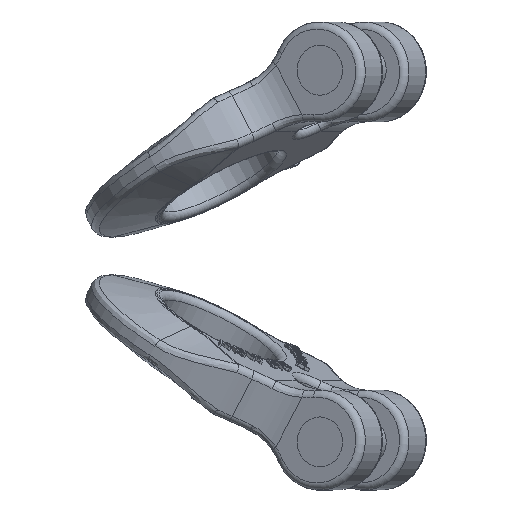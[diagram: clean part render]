
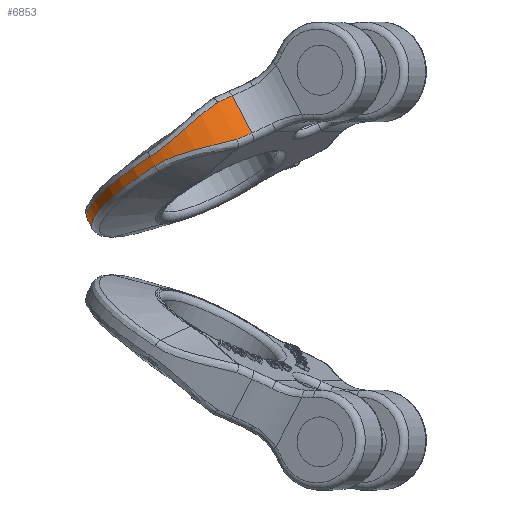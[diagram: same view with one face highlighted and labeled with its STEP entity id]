
A CAD part, left-side view. The second image highlights one B-rep face of the part: STEP entity #6853.
In plain terms, the highlighted cylindrical face has radius 19 mm (diameter 38 mm), a partial arc.
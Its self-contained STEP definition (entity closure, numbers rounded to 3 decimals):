
#1183=B_SPLINE_CURVE_WITH_KNOTS('',3,(#28700,#28701,#28702,#28703),.UNSPECIFIED.,
.F.,.F.,(4,4),(0.,1.),.UNSPECIFIED.);
#1184=B_SPLINE_CURVE_WITH_KNOTS('',3,(#28706,#28707,#28708,#28709,#28710,
#28711,#28712,#28713),.UNSPECIFIED.,.F.,.F.,(4,2,2,4),(0.,0.25,0.5,1.),.UNSPECIFIED.);
#1185=B_SPLINE_CURVE_WITH_KNOTS('',3,(#28715,#28716,#28717,#28718,#28719,
#28720,#28721,#28722),.UNSPECIFIED.,.F.,.F.,(4,2,2,4),(0.,0.25,0.5,1.),.UNSPECIFIED.);
#1186=B_SPLINE_CURVE_WITH_KNOTS('',3,(#28724,#28725,#28726,#28727),.UNSPECIFIED.,
.F.,.F.,(4,4),(0.,1.),.UNSPECIFIED.);
#1187=B_SPLINE_CURVE_WITH_KNOTS('',3,(#28735,#28736,#28737,#28738),.UNSPECIFIED.,
.F.,.F.,(4,4),(0.,1.),.UNSPECIFIED.);
#1188=B_SPLINE_CURVE_WITH_KNOTS('',3,(#28740,#28741,#28742,#28743,#28744,
#28745,#28746,#28747),.UNSPECIFIED.,.F.,.F.,(4,2,2,4),(0.,0.25,0.5,1.),.UNSPECIFIED.);
#1189=B_SPLINE_CURVE_WITH_KNOTS('',3,(#28749,#28750,#28751,#28752,#28753,
#28754,#28755,#28756),.UNSPECIFIED.,.F.,.F.,(4,2,2,4),(0.,0.25,0.5,1.),.UNSPECIFIED.);
#1190=B_SPLINE_CURVE_WITH_KNOTS('',3,(#28758,#28759,#28760,#28761),.UNSPECIFIED.,
.F.,.F.,(4,4),(0.,1.),.UNSPECIFIED.);
#2814=LINE('',#28731,#3991);
#2815=LINE('',#28765,#3992);
#3991=VECTOR('',#21610,1.);
#3992=VECTOR('',#21615,1.);
#5778=FACE_OUTER_BOUND('',#8185,.T.);
#6853=ADVANCED_FACE('',(#5778),#7681,.T.);
#7681=CYLINDRICAL_SURFACE('',#20011,19.);
#8185=EDGE_LOOP('',(#10658,#10659,#10660,#10661,#10662,#10663,#10664,#10665,
#10666,#10667,#10668,#10669,#10670,#10671));
#10658=ORIENTED_EDGE('',*,*,#17460,.T.);
#10659=ORIENTED_EDGE('',*,*,#17461,.T.);
#10660=ORIENTED_EDGE('',*,*,#17462,.F.);
#10661=ORIENTED_EDGE('',*,*,#17463,.F.);
#10662=ORIENTED_EDGE('',*,*,#17464,.F.);
#10663=ORIENTED_EDGE('',*,*,#17465,.T.);
#10664=ORIENTED_EDGE('',*,*,#17466,.T.);
#10665=ORIENTED_EDGE('',*,*,#17467,.T.);
#10666=ORIENTED_EDGE('',*,*,#17468,.T.);
#10667=ORIENTED_EDGE('',*,*,#17469,.F.);
#10668=ORIENTED_EDGE('',*,*,#17470,.F.);
#10669=ORIENTED_EDGE('',*,*,#17471,.F.);
#10670=ORIENTED_EDGE('',*,*,#17472,.F.);
#10671=ORIENTED_EDGE('',*,*,#17473,.T.);
#15366=VERTEX_POINT('',#28704);
#15367=VERTEX_POINT('',#28705);
#15368=VERTEX_POINT('',#28714);
#15369=VERTEX_POINT('',#28723);
#15370=VERTEX_POINT('',#28728);
#15371=VERTEX_POINT('',#28730);
#15372=VERTEX_POINT('',#28732);
#15373=VERTEX_POINT('',#28734);
#15374=VERTEX_POINT('',#28739);
#15375=VERTEX_POINT('',#28748);
#15376=VERTEX_POINT('',#28757);
#15377=VERTEX_POINT('',#28762);
#15378=VERTEX_POINT('',#28764);
#15379=VERTEX_POINT('',#28766);
#17460=EDGE_CURVE('',#15366,#15367,#1183,.T.);
#17461=EDGE_CURVE('',#15367,#15368,#1184,.T.);
#17462=EDGE_CURVE('',#15369,#15368,#1185,.T.);
#17463=EDGE_CURVE('',#15370,#15369,#1186,.T.);
#17464=EDGE_CURVE('',#15371,#15370,#19516,.T.);
#17465=EDGE_CURVE('',#15371,#15372,#2814,.T.);
#17466=EDGE_CURVE('',#15372,#15373,#19517,.T.);
#17467=EDGE_CURVE('',#15373,#15374,#1187,.T.);
#17468=EDGE_CURVE('',#15374,#15375,#1188,.T.);
#17469=EDGE_CURVE('',#15376,#15375,#1189,.T.);
#17470=EDGE_CURVE('',#15377,#15376,#1190,.T.);
#17471=EDGE_CURVE('',#15378,#15377,#19518,.T.);
#17472=EDGE_CURVE('',#15379,#15378,#2815,.T.);
#17473=EDGE_CURVE('',#15379,#15366,#19519,.T.);
#19516=CIRCLE('',#20007,19.);
#19517=CIRCLE('',#20008,19.);
#19518=CIRCLE('',#20009,19.);
#19519=CIRCLE('',#20010,19.);
#20007=AXIS2_PLACEMENT_3D('',#28729,#21608,#21609);
#20008=AXIS2_PLACEMENT_3D('',#28733,#21611,#21612);
#20009=AXIS2_PLACEMENT_3D('',#28763,#21613,#21614);
#20010=AXIS2_PLACEMENT_3D('',#28767,#21616,#21617);
#20011=AXIS2_PLACEMENT_3D('',#28768,#21618,#21619);
#21608=DIRECTION('',(0.211,0.453,0.866));
#21609=DIRECTION('',(-0.366,-0.785,0.5));
#21610=DIRECTION('',(-0.211,-0.453,-0.866));
#21611=DIRECTION('',(0.211,0.453,0.866));
#21612=DIRECTION('',(-0.366,-0.785,0.5));
#21613=DIRECTION('',(-0.211,-0.453,-0.866));
#21614=DIRECTION('',(-0.366,-0.785,0.5));
#21615=DIRECTION('',(-0.211,-0.453,-0.866));
#21616=DIRECTION('',(-0.211,-0.453,-0.866));
#21617=DIRECTION('',(-0.366,-0.785,0.5));
#21618=DIRECTION('',(-0.211,-0.453,-0.866));
#21619=DIRECTION('',(-0.906,0.423,0.));
#28700=CARTESIAN_POINT('',(-63.977,-110.291,21.499));
#28701=CARTESIAN_POINT('',(-65.119,-107.018,19.257));
#28702=CARTESIAN_POINT('',(-65.208,-104.129,15.979));
#28703=CARTESIAN_POINT('',(-63.691,-100.875,13.906));
#28704=CARTESIAN_POINT('',(-63.977,-110.291,21.499));
#28705=CARTESIAN_POINT('',(-63.691,-100.875,13.906));
#28706=CARTESIAN_POINT('',(-63.691,-100.875,13.906));
#28707=CARTESIAN_POINT('',(-62.772,-98.906,12.652));
#28708=CARTESIAN_POINT('',(-61.424,-97.182,11.421));
#28709=CARTESIAN_POINT('',(-58.014,-94.377,9.121));
#28710=CARTESIAN_POINT('',(-55.965,-93.32,8.068));
#28711=CARTESIAN_POINT('',(-49.279,-91.413,5.439));
#28712=CARTESIAN_POINT('',(-44.065,-91.872,4.407));
#28713=CARTESIAN_POINT('',(-39.517,-93.992,4.407));
#28714=CARTESIAN_POINT('',(-39.517,-93.992,4.407));
#28715=CARTESIAN_POINT('',(-29.251,-116.935,13.906));
#28716=CARTESIAN_POINT('',(-28.333,-114.966,12.652));
#28717=CARTESIAN_POINT('',(-27.879,-112.825,11.421));
#28718=CARTESIAN_POINT('',(-27.922,-108.409,9.121));
#28719=CARTESIAN_POINT('',(-28.429,-106.16,8.068));
#28720=CARTESIAN_POINT('',(-31.266,-99.813,5.439));
#28721=CARTESIAN_POINT('',(-34.969,-96.113,4.407));
#28722=CARTESIAN_POINT('',(-39.517,-93.992,4.407));
#28723=CARTESIAN_POINT('',(-29.251,-116.935,13.906));
#28724=CARTESIAN_POINT('',(-36.28,-123.207,21.499));
#28725=CARTESIAN_POINT('',(-33.038,-121.978,19.257));
#28726=CARTESIAN_POINT('',(-30.768,-120.188,15.979));
#28727=CARTESIAN_POINT('',(-29.251,-116.935,13.906));
#28728=CARTESIAN_POINT('',(-36.28,-123.207,21.499));
#28729=CARTESIAN_POINT('',(-45.996,-107.886,15.854));
#28730=CARTESIAN_POINT('',(-38.322,-123.986,22.405));
#28731=CARTESIAN_POINT('',(-36.843,-120.814,28.467));
#28732=CARTESIAN_POINT('',(-39.59,-126.705,17.209));
#28733=CARTESIAN_POINT('',(-47.264,-110.605,10.657));
#28734=CARTESIAN_POINT('',(-37.547,-125.926,16.303));
#28735=CARTESIAN_POINT('',(-37.547,-125.926,16.303));
#28736=CARTESIAN_POINT('',(-34.01,-124.062,15.273));
#28737=CARTESIAN_POINT('',(-31.086,-120.87,14.677));
#28738=CARTESIAN_POINT('',(-29.569,-117.616,12.604));
#28739=CARTESIAN_POINT('',(-29.569,-117.616,12.604));
#28740=CARTESIAN_POINT('',(-29.569,-117.616,12.604));
#28741=CARTESIAN_POINT('',(-28.65,-115.647,11.35));
#28742=CARTESIAN_POINT('',(-28.197,-113.506,10.119));
#28743=CARTESIAN_POINT('',(-28.24,-109.09,7.819));
#28744=CARTESIAN_POINT('',(-28.747,-106.841,6.766));
#28745=CARTESIAN_POINT('',(-31.584,-100.494,4.137));
#28746=CARTESIAN_POINT('',(-35.287,-96.794,3.104));
#28747=CARTESIAN_POINT('',(-39.835,-94.674,3.104));
#28748=CARTESIAN_POINT('',(-39.835,-94.674,3.104));
#28749=CARTESIAN_POINT('',(-64.008,-101.557,12.604));
#28750=CARTESIAN_POINT('',(-63.09,-99.588,11.35));
#28751=CARTESIAN_POINT('',(-61.742,-97.864,10.119));
#28752=CARTESIAN_POINT('',(-58.331,-95.059,7.819));
#28753=CARTESIAN_POINT('',(-56.282,-94.001,6.766));
#28754=CARTESIAN_POINT('',(-49.596,-92.095,4.137));
#28755=CARTESIAN_POINT('',(-44.382,-92.553,3.104));
#28756=CARTESIAN_POINT('',(-39.835,-94.674,3.104));
#28757=CARTESIAN_POINT('',(-64.008,-101.557,12.604));
#28758=CARTESIAN_POINT('',(-65.245,-113.01,16.303));
#28759=CARTESIAN_POINT('',(-66.091,-109.102,15.273));
#28760=CARTESIAN_POINT('',(-65.525,-104.81,14.677));
#28761=CARTESIAN_POINT('',(-64.008,-101.557,12.604));
#28762=CARTESIAN_POINT('',(-65.245,-113.01,16.303));
#28763=CARTESIAN_POINT('',(-47.264,-110.605,10.657));
#28764=CARTESIAN_POINT('',(-64.529,-115.075,17.209));
#28765=CARTESIAN_POINT('',(-61.782,-109.184,28.467));
#28766=CARTESIAN_POINT('',(-63.261,-112.357,22.405));
#28767=CARTESIAN_POINT('',(-45.996,-107.886,15.854));
#28768=CARTESIAN_POINT('',(-44.517,-104.714,21.916));
